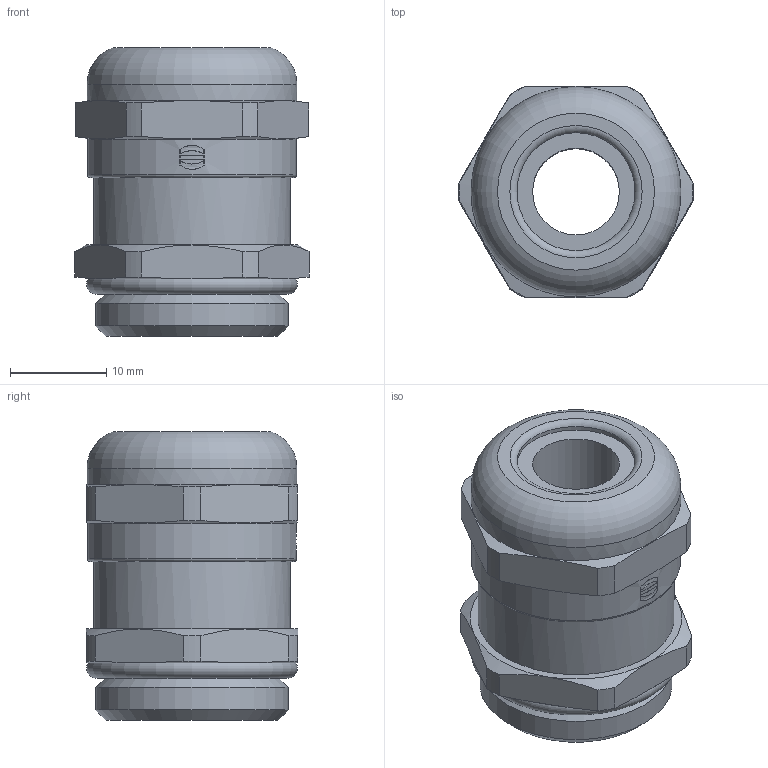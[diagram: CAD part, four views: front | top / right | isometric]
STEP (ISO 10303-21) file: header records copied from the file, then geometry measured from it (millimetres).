
FILE_DESCRIPTION(/* description */ (''),/* implementation_level */ '2;1');
FILE_NAME(/* name */ '100190081ugm000_g.stp',/* time_stamp */ '2020-04-22T08:58:43+02:00',/* author */ (''),/* organization */ (''),/* preprocessor_version */ 'ST-DEVELOPER v16.7',/* originating_system */ 'SIEMENS PLM Software NX 12.0',/* authorisation */ '');
FILE_SCHEMA (('AUTOMOTIVE_DESIGN { 1 0 10303 214 3 1 1 1 }'));
Length unit declared in the file: millimetre
Products named in the file (1): 100190081ugm000_g
Bounding box: 24.39 x 22 x 30 mm (x, y, z)
Volume: 8651.2 mm3; surface area: 3861.1 mm2
Topology: 1 solids, 1 shells, 80 faces, 214 edges, 145 vertices
Faces by surface type: plane 27, cylinder 25, cone 18, torus 5, bspline 5
Full cylindrical faces by diameter (mm): 9 x1, 12.25 x1, 17.8 x1, 20 x1, 20.4 x1, 21.516 x1, 21.7 x1, 21.8 x1
Entity records: 3201 total; most frequent: CARTESIAN_POINT 1379, ORIENTED_EDGE 382, DIRECTION 320, EDGE_CURVE 191, AXIS2_PLACEMENT_3D 140, VERTEX_POINT 139, EDGE_LOOP 106, ADVANCED_FACE 79
